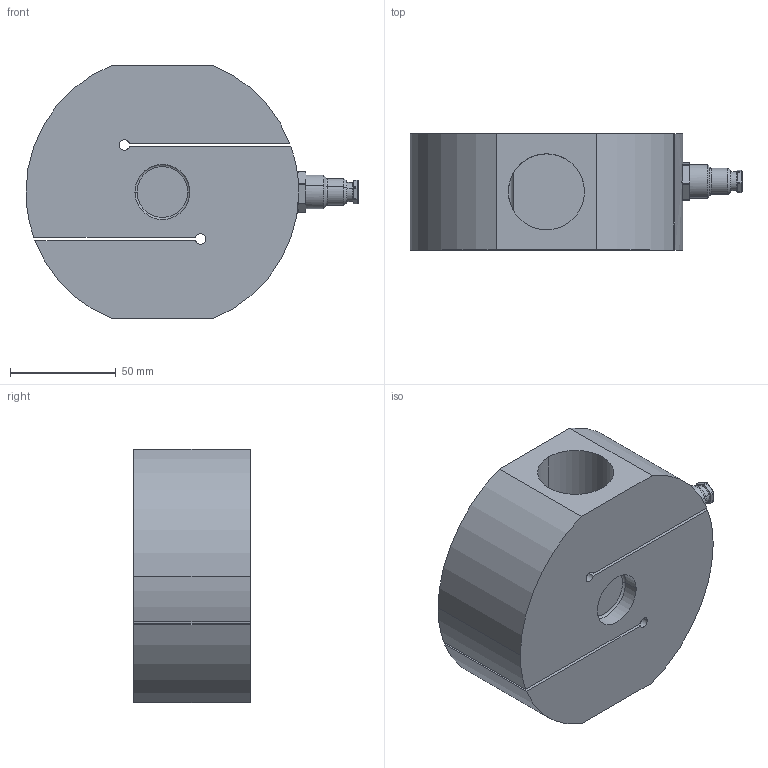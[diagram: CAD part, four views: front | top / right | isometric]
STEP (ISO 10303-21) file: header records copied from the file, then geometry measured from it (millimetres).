
FILE_DESCRIPTION(('STEP AP214'),'1');
FILE_NAME('CTL 12500 kg.stp','2018-01-12T10:55:25',(' '),(' '),'Spatial InterOp 3D',' ',' ');
FILE_SCHEMA(('AUTOMOTIVE_DESIGN { 1 0 10303 214 1 1 1 1 }'));
Length unit declared in the file: metre
Products named in the file (3): CTL 12500 kg; corpo; pressacavo ¼ GAS
Assembly tree (2 placements, depth 2):
  CTL 12500 kg
    corpo
    pressacavo ¼ GAS
Bounding box: 157 x 55 x 120 mm (x, y, z)
Volume: 607154.6 mm3; surface area: 73069.8 mm2
Topology: 2 solids, 2 shells, 105 faces, 255 edges, 160 vertices
Faces by surface type: cylinder 54, plane 31, torus 16, cone 2, bspline 2
Entity records: 4340 total; most frequent: CARTESIAN_POINT 854, DIRECTION 591, ORIENTED_EDGE 510, EDGE_CURVE 255, AXIS2_PLACEMENT_3D 238, VERTEX_POINT 160, CIRCLE 132, EDGE_LOOP 115
